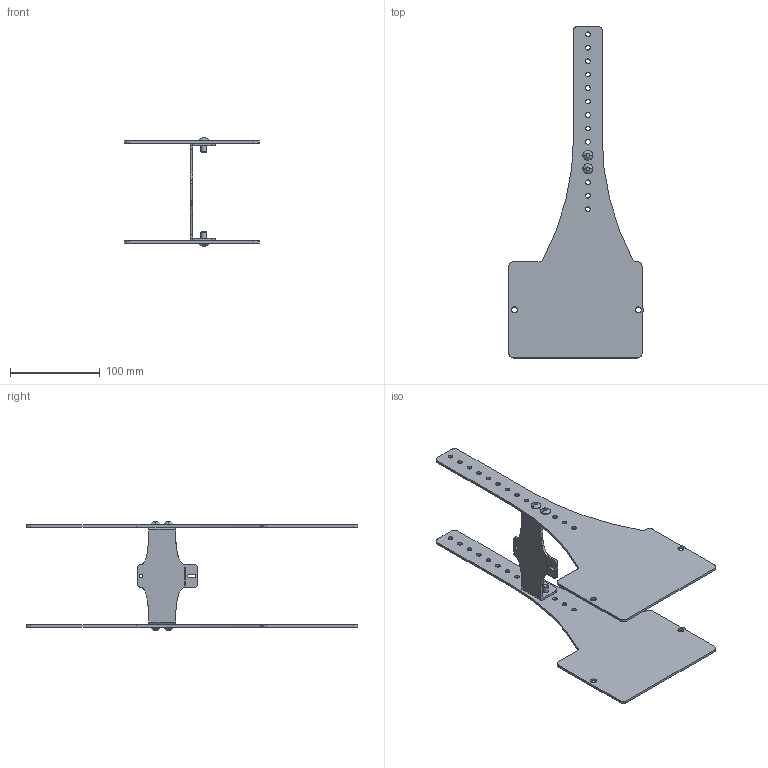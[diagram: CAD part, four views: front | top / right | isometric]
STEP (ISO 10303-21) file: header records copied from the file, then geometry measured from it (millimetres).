
FILE_DESCRIPTION((''),'2;1');
FILE_NAME('156627_SW','2011-04-06T',('banengservice'),('BANNER ENGINEERING'),'PRO/ENGINEER BY PARAMETRIC TECHNOLOGY CORPORATION, 2009141','PRO/ENGINEER BY PARAMETRIC TECHNOLOGY CORPORATION, 2009141','');
FILE_SCHEMA(('CONFIG_CONTROL_DESIGN'));
Length unit declared in the file: inch
Products named in the file (1): 156627_SW
Bounding box: 149.81 x 370 x 120.76 mm (x, y, z)
Volume: 161014.4 mm3; surface area: 127097.2 mm2
Topology: 1 solids, 1 shells, 546 faces, 1514 edges, 1000 vertices
Faces by surface type: plane 408, cylinder 118, bspline 12, cone 8
Entity records: 18034 total; most frequent: CARTESIAN_POINT 3780, ORIENTED_EDGE 3028, DIRECTION 2790, EDGE_CURVE 1514, VECTOR 1218, LINE 1218, VERTEX_POINT 1000, AXIS2_PLACEMENT_3D 786
